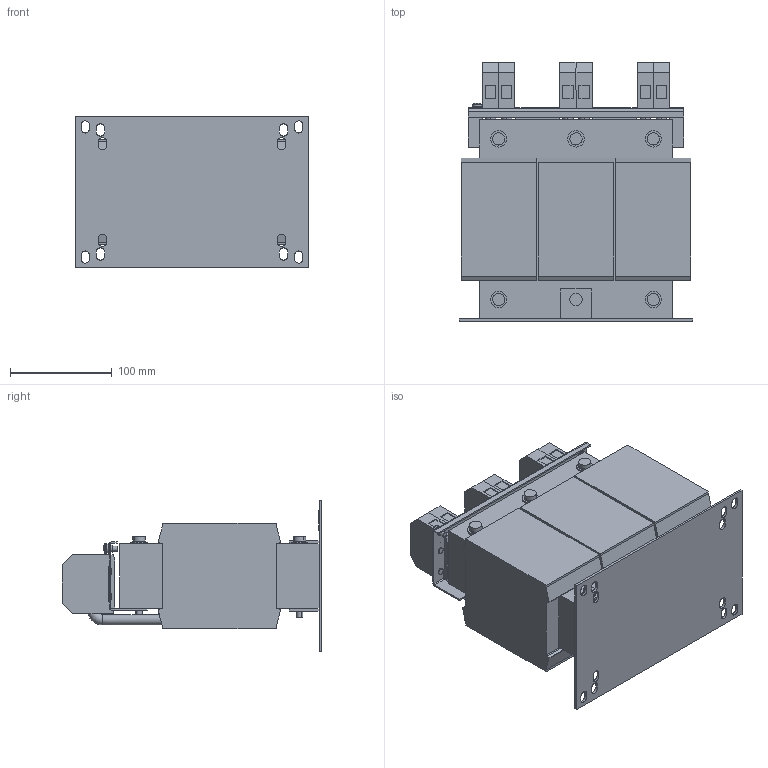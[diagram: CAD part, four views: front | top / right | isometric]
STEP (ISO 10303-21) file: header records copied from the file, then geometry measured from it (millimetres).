
FILE_DESCRIPTION (( 'STEP AP214' ), '1' );
FILE_NAME ('916784.STEP', '2024-07-10T14:50:42', ( '' ), ( '' ), 'SwSTEP 2.0', 'SolidWorks 2022', '' );
FILE_SCHEMA (( 'AUTOMOTIVE_DESIGN' ));
Length unit declared in the file: millimetre
Products named in the file (1): 916784
Bounding box: 230 x 254.8 x 149 mm (x, y, z)
Volume: 4091359.1 mm3; surface area: 324855.8 mm2
Topology: 1 solids, 2 shells, 811 faces, 2097 edges, 1357 vertices
Faces by surface type: plane 553, cylinder 221, torus 29, cone 6, sphere 2
Entity records: 25555 total; most frequent: CARTESIAN_POINT 5302, ORIENTED_EDGE 4190, DIRECTION 4141, EDGE_CURVE 2095, VECTOR 1521, LINE 1521, VERTEX_POINT 1357, AXIS2_PLACEMENT_3D 1310
